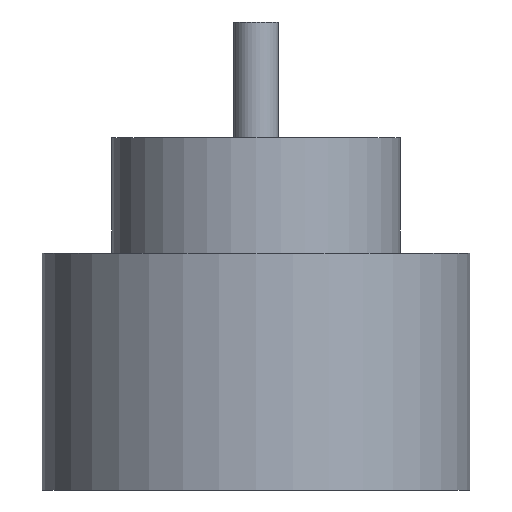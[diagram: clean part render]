
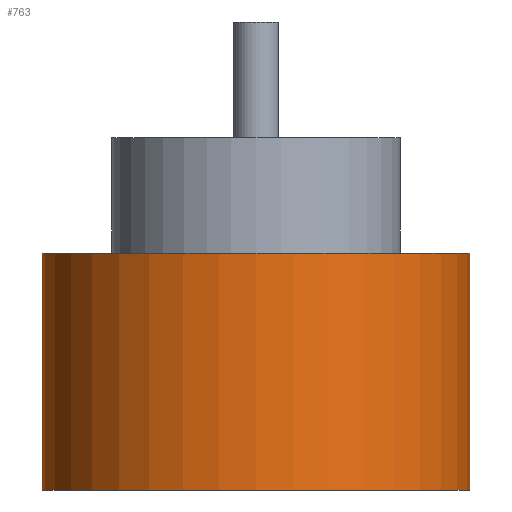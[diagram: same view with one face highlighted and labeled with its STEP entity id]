
A CAD part, front view. The second image highlights one B-rep face of the part: STEP entity #763.
In plain terms, the highlighted cylindrical face has radius 1.85 mm (diameter 3.7 mm), a partial arc.
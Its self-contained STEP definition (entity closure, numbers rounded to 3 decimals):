
#14 = VECTOR ( 'NONE', #844, 1000. ) ;
#44 = DIRECTION ( 'NONE',  ( 0., 0., -1. ) ) ;
#47 = CIRCLE ( 'NONE', #379, 1.85 ) ;
#66 = VERTEX_POINT ( 'NONE', #783 ) ;
#82 = VERTEX_POINT ( 'NONE', #771 ) ;
#113 = EDGE_CURVE ( 'NONE', #82, #666, #47, .T. ) ;
#120 = CARTESIAN_POINT ( 'NONE',  ( 1.85, 0., 1.55 ) ) ;
#136 = ORIENTED_EDGE ( 'NONE', *, *, #113, .F. ) ;
#145 = DIRECTION ( 'NONE',  ( 0., 0., 1. ) ) ;
#146 = CIRCLE ( 'NONE', #193, 1.85 ) ;
#177 = DIRECTION ( 'NONE',  ( 1., 0., 0. ) ) ;
#188 = VECTOR ( 'NONE', #44, 1000. ) ;
#192 = CARTESIAN_POINT ( 'NONE',  ( -1.85, 0., 2.55 ) ) ;
#193 = AXIS2_PLACEMENT_3D ( 'NONE', #857, #145, #812 ) ;
#240 = EDGE_LOOP ( 'NONE', ( #780, #136, #504, #667 ) ) ;
#244 = EDGE_CURVE ( 'NONE', #66, #831, #146, .T. ) ;
#248 = FACE_OUTER_BOUND ( 'NONE', #240, .T. ) ;
#259 = LINE ( 'NONE', #704, #188 ) ;
#264 = AXIS2_PLACEMENT_3D ( 'NONE', #332, #795, #397 ) ;
#332 = CARTESIAN_POINT ( 'NONE',  ( 0., 0., 2.55 ) ) ;
#379 = AXIS2_PLACEMENT_3D ( 'NONE', #440, #517, #177 ) ;
#397 = DIRECTION ( 'NONE',  ( -1., 0., 0. ) ) ;
#440 = CARTESIAN_POINT ( 'NONE',  ( 0., 0., 1.55 ) ) ;
#504 = ORIENTED_EDGE ( 'NONE', *, *, #647, .T. ) ;
#517 = DIRECTION ( 'NONE',  ( 0., 0., 1. ) ) ;
#570 = EDGE_CURVE ( 'NONE', #666, #831, #259, .T. ) ;
#573 = CYLINDRICAL_SURFACE ( 'NONE', #264, 1.85 ) ;
#611 = CARTESIAN_POINT ( 'NONE',  ( 1.85, 0., -0.5 ) ) ;
#644 = LINE ( 'NONE', #192, #14 ) ;
#647 = EDGE_CURVE ( 'NONE', #82, #66, #644, .T. ) ;
#666 = VERTEX_POINT ( 'NONE', #120 ) ;
#667 = ORIENTED_EDGE ( 'NONE', *, *, #244, .T. ) ;
#704 = CARTESIAN_POINT ( 'NONE',  ( 1.85, 0., 2.55 ) ) ;
#763 = ADVANCED_FACE ( 'NONE', ( #248 ), #573, .T. ) ;
#771 = CARTESIAN_POINT ( 'NONE',  ( -1.85, 0., 1.55 ) ) ;
#780 = ORIENTED_EDGE ( 'NONE', *, *, #570, .F. ) ;
#783 = CARTESIAN_POINT ( 'NONE',  ( -1.85, 0., -0.5 ) ) ;
#795 = DIRECTION ( 'NONE',  ( 0., 0., -1. ) ) ;
#812 = DIRECTION ( 'NONE',  ( 1., 0., 0. ) ) ;
#831 = VERTEX_POINT ( 'NONE', #611 ) ;
#844 = DIRECTION ( 'NONE',  ( 0., 0., -1. ) ) ;
#857 = CARTESIAN_POINT ( 'NONE',  ( 0., 0., -0.5 ) ) ;
